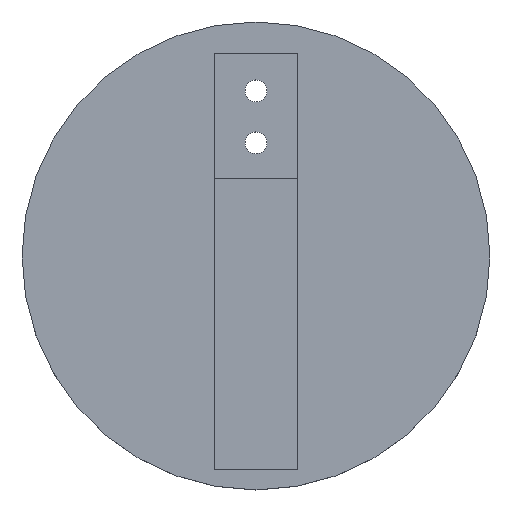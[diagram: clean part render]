
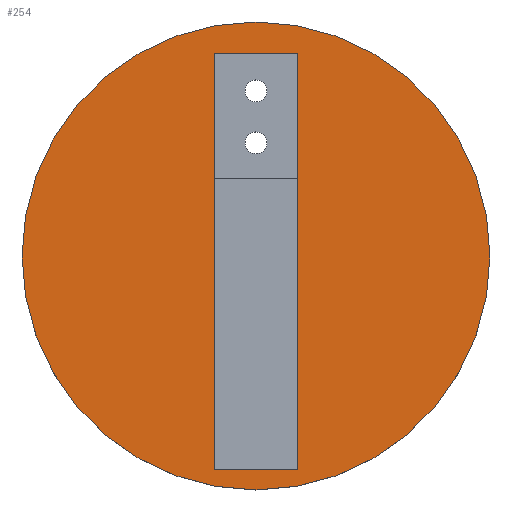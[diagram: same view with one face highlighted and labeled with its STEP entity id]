
A CAD part, top view. The second image highlights one B-rep face of the part: STEP entity #254.
In plain terms, the highlighted planar face has unit normal (0, 0, 1).
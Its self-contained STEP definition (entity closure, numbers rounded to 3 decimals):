
#20=FACE_BOUND('',#90,.T.);
#27=LINE('',#393,#50);
#28=LINE('',#395,#51);
#29=LINE('',#397,#52);
#30=LINE('',#398,#53);
#50=VECTOR('',#316,10.);
#51=VECTOR('',#317,10.);
#52=VECTOR('',#318,10.);
#53=VECTOR('',#319,10.);
#73=FACE_OUTER_BOUND('',#89,.T.);
#89=EDGE_LOOP('',(#177));
#90=EDGE_LOOP('',(#178,#179,#180,#181));
#112=CIRCLE('',#285,45.);
#122=VERTEX_POINT('',#389);
#123=VERTEX_POINT('',#391);
#124=VERTEX_POINT('',#392);
#125=VERTEX_POINT('',#394);
#126=VERTEX_POINT('',#396);
#144=EDGE_CURVE('',#122,#122,#112,.T.);
#145=EDGE_CURVE('',#123,#124,#27,.T.);
#146=EDGE_CURVE('',#124,#125,#28,.T.);
#147=EDGE_CURVE('',#125,#126,#29,.T.);
#148=EDGE_CURVE('',#126,#123,#30,.T.);
#177=ORIENTED_EDGE('',*,*,#144,.T.);
#178=ORIENTED_EDGE('',*,*,#145,.T.);
#179=ORIENTED_EDGE('',*,*,#146,.T.);
#180=ORIENTED_EDGE('',*,*,#147,.T.);
#181=ORIENTED_EDGE('',*,*,#148,.T.);
#243=PLANE('',#284);
#254=ADVANCED_FACE('',(#73,#20),#243,.T.);
#284=AXIS2_PLACEMENT_3D('',#388,#312,#313);
#285=AXIS2_PLACEMENT_3D('',#390,#314,#315);
#312=DIRECTION('center_axis',(0.,0.,1.));
#313=DIRECTION('ref_axis',(1.,0.,0.));
#314=DIRECTION('center_axis',(0.,0.,1.));
#315=DIRECTION('ref_axis',(1.,0.,0.));
#316=DIRECTION('',(-1.,0.,0.));
#317=DIRECTION('',(0.,1.,0.));
#318=DIRECTION('',(1.,0.,0.));
#319=DIRECTION('',(0.,-1.,0.));
#388=CARTESIAN_POINT('Origin',(0.,0.,8.));
#389=CARTESIAN_POINT('',(-45.,0.,8.));
#390=CARTESIAN_POINT('Origin',(0.,0.,8.));
#391=CARTESIAN_POINT('',(8.,-41.,8.));
#392=CARTESIAN_POINT('',(-8.,-41.,8.));
#393=CARTESIAN_POINT('',(8.,-41.,8.));
#394=CARTESIAN_POINT('',(-8.,39.,8.));
#395=CARTESIAN_POINT('',(-8.,15.,8.));
#396=CARTESIAN_POINT('',(8.,39.,8.));
#397=CARTESIAN_POINT('',(-8.,39.,8.));
#398=CARTESIAN_POINT('',(8.,15.,8.));
